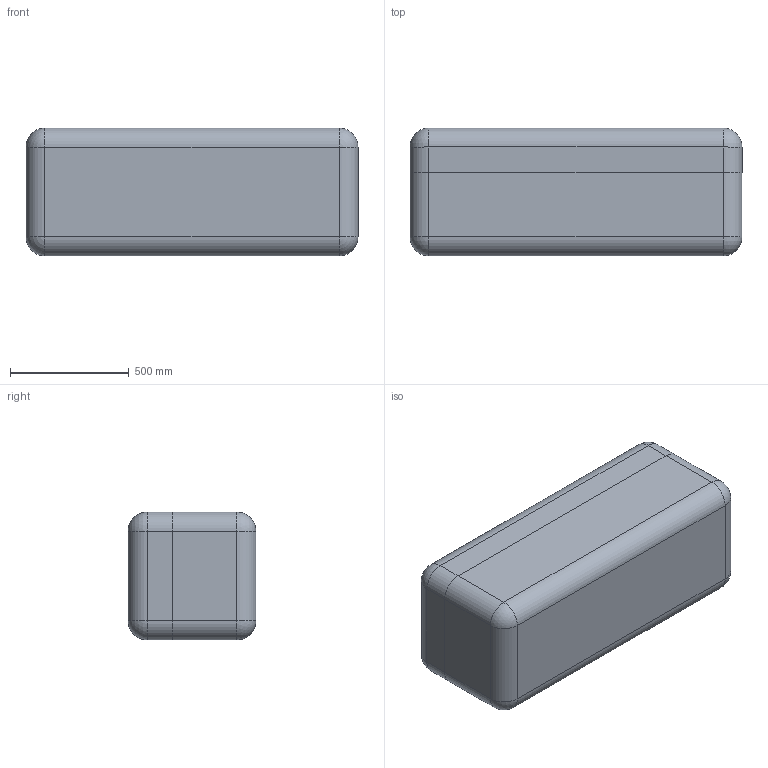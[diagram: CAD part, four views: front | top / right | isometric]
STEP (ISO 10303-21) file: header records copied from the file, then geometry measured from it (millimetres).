
FILE_DESCRIPTION (( 'STEP AP214' ), '1' );
FILE_NAME ('Êîíòåéíåð ÀÄÌÈÐÀË®ÏÐÎÔÅÑÑÈÎÍÀËÜÍÛÅ 237_óïðîùåííàÿ 3D-ìîäåëü.STEP', '2025-09-17T08:00:25', ( '' ), ( '' ), 'SwSTEP 2.0', 'SolidWorks 2021', '' );
FILE_SCHEMA (( 'AUTOMOTIVE_DESIGN' ));
Length unit declared in the file: millimetre
Products named in the file (3): LId 237 óïð; Base 237 óïð; Êîíòåéíåð ÀÄÌÈÐÀË®ÏÐÎÔÅÑÑÈÎÍÀËÜÍÛÅ 237_óïðîùåííàÿ 3D-ìîäåëü
Assembly tree (2 placements, depth 2):
  Êîíòåéíåð ÀÄÌÈÐÀË®ÏÐÎÔÅÑÑÈÎÍÀËÜÍÛÅ 237_óïðîùåííàÿ 3D-ìîäåëü
    Base 237 óïð
    LId 237 óïð
Bounding box: 1398.74 x 538.25 x 538.15 mm (x, y, z)
Volume: 158882375.3 mm3; surface area: 7570174.3 mm2
Topology: 2 solids, 2 shells, 2234 faces, 5426 edges, 3082 vertices
Faces by surface type: cylinder 908, bspline 660, plane 454, torus 180, cone 24, sphere 8
Entity records: 95968 total; most frequent: CARTESIAN_POINT 48555, ORIENTED_EDGE 10588, DIRECTION 9158, EDGE_CURVE 5294, AXIS2_PLACEMENT_3D 3569, VERTEX_POINT 3082, EDGE_LOOP 2260, ADVANCED_FACE 2234
